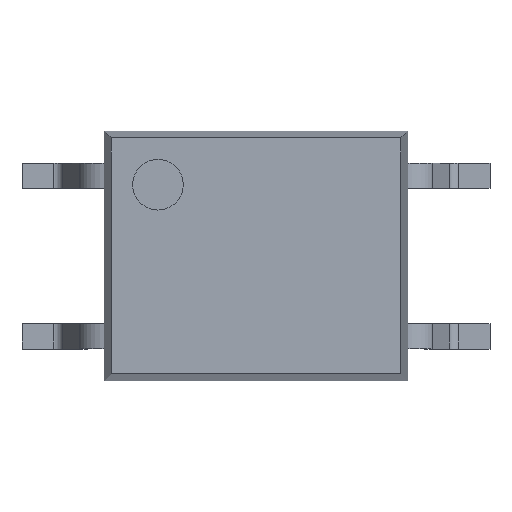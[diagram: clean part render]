
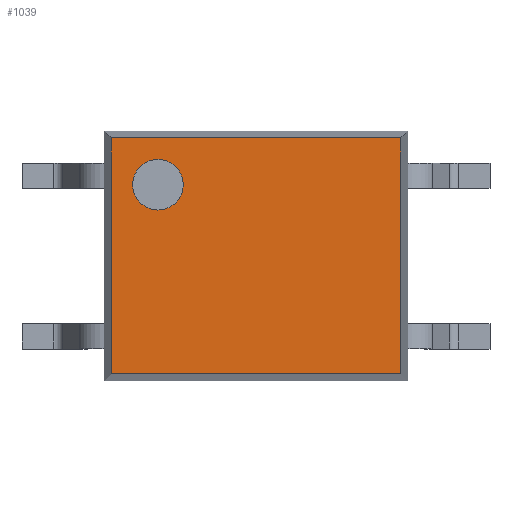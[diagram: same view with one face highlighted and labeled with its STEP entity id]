
A CAD part, top view. The second image highlights one B-rep face of the part: STEP entity #1039.
In plain terms, the highlighted planar face has unit normal (0, 0, 1).
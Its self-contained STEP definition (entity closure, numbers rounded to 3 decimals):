
#27=LINE('',#1529,#143);
#28=LINE('',#1531,#144);
#29=LINE('',#1533,#145);
#30=LINE('',#1534,#146);
#143=VECTOR('',#1217,1.);
#144=VECTOR('',#1218,1.);
#145=VECTOR('',#1219,1.);
#146=VECTOR('',#1220,1.);
#260=PLANE('',#1111);
#307=FACE_BOUND('',#376,.T.);
#310=FACE_OUTER_BOUND('',#375,.T.);
#375=EDGE_LOOP('',(#723,#724,#725,#726));
#376=EDGE_LOOP('',(#727));
#438=CIRCLE('',#1108,0.4);
#472=VERTEX_POINT('',#1521);
#474=VERTEX_POINT('',#1527);
#475=VERTEX_POINT('',#1528);
#476=VERTEX_POINT('',#1530);
#477=VERTEX_POINT('',#1532);
#570=EDGE_CURVE('',#472,#472,#438,.T.);
#572=EDGE_CURVE('',#474,#475,#27,.T.);
#573=EDGE_CURVE('',#476,#474,#28,.T.);
#574=EDGE_CURVE('',#477,#476,#29,.T.);
#575=EDGE_CURVE('',#475,#477,#30,.T.);
#723=ORIENTED_EDGE('',*,*,#572,.F.);
#724=ORIENTED_EDGE('',*,*,#573,.F.);
#725=ORIENTED_EDGE('',*,*,#574,.F.);
#726=ORIENTED_EDGE('',*,*,#575,.F.);
#727=ORIENTED_EDGE('',*,*,#570,.T.);
#1039=ADVANCED_FACE('',(#310,#307),#260,.T.);
#1108=AXIS2_PLACEMENT_3D('',#1522,#1209,#1210);
#1111=AXIS2_PLACEMENT_3D('',#1526,#1215,#1216);
#1209=DIRECTION('center_axis',(0.,0.,-1.));
#1210=DIRECTION('ref_axis',(1.,0.,0.));
#1215=DIRECTION('center_axis',(0.,0.,1.));
#1216=DIRECTION('ref_axis',(1.,0.,0.));
#1217=DIRECTION('',(1.,0.,0.));
#1218=DIRECTION('',(0.,1.,0.));
#1219=DIRECTION('',(-1.,0.,0.));
#1220=DIRECTION('',(0.,-1.,0.));
#1521=CARTESIAN_POINT('',(-1.15,1.125,2.3));
#1522=CARTESIAN_POINT('Origin',(-1.55,1.125,2.3));
#1526=CARTESIAN_POINT('Origin',(0.,0.,
2.3));
#1527=CARTESIAN_POINT('',(-2.289,1.865,2.3));
#1528=CARTESIAN_POINT('',(2.289,1.865,2.3));
#1529=CARTESIAN_POINT('',(0.615,1.865,2.3));
#1530=CARTESIAN_POINT('',(-2.289,-1.865,2.3));
#1531=CARTESIAN_POINT('',(-2.289,-0.95,2.3));
#1532=CARTESIAN_POINT('',(2.289,-1.865,2.3));
#1533=CARTESIAN_POINT('',(0.415,-1.865,2.3));
#1534=CARTESIAN_POINT('',(2.289,-0.95,2.3));
